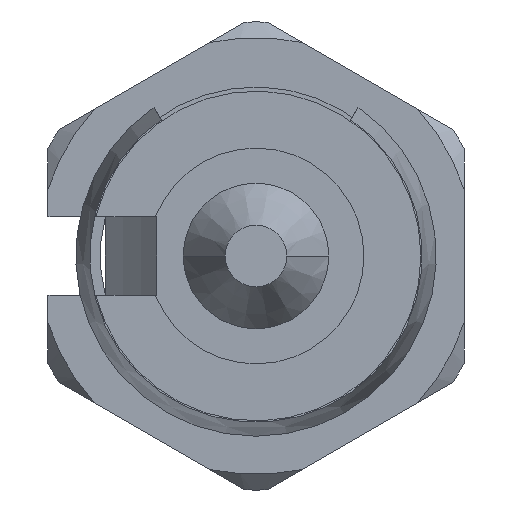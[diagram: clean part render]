
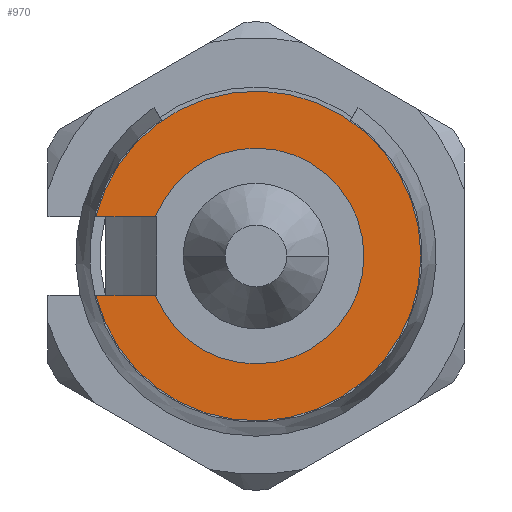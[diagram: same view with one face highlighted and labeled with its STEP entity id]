
A CAD part, left-side view. The second image highlights one B-rep face of the part: STEP entity #970.
In plain terms, the highlighted planar face has unit normal (-1, 0, 0).
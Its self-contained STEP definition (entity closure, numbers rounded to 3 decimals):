
#121=CARTESIAN_POINT('',(-15.,0.,0.));
#122=DIRECTION('',(1.,0.,0.));
#123=DIRECTION('',(0.,0.932,0.361));
#124=AXIS2_PLACEMENT_3D('',#121,#122,#123);
#131=DIRECTION('',(0.,-1.,0.));
#132=VECTOR('',#131,1.145);
#133=CARTESIAN_POINT('',(-15.,3.08,0.75));
#134=LINE('',#133,#132);
#135=DIRECTION('',(0.,-1.,0.));
#136=VECTOR('',#135,1.145);
#137=CARTESIAN_POINT('',(-15.,3.08,-0.75));
#138=LINE('',#137,#136);
#144=CARTESIAN_POINT('',(-15.,0.,0.));
#145=DIRECTION('',(-1.,0.,0.));
#146=DIRECTION('',(0.,0.972,-0.237));
#147=AXIS2_PLACEMENT_3D('',#144,#145,#146);
#702=CARTESIAN_POINT('',(-15.,3.08,0.75));
#703=VERTEX_POINT('',#702);
#704=CARTESIAN_POINT('',(-15.,1.935,0.75));
#705=VERTEX_POINT('',#704);
#706=CARTESIAN_POINT('',(-15.,3.08,-0.75));
#707=CARTESIAN_POINT('',(-15.,1.935,-0.75));
#708=VERTEX_POINT('',#706);
#709=VERTEX_POINT('',#707);
#957=CARTESIAN_POINT('',(-15.,0.,0.));
#958=DIRECTION('',(1.,0.,0.));
#959=DIRECTION('',(0.,-1.,0.));
#960=AXIS2_PLACEMENT_3D('',#957,#958,#959);
#961=PLANE('',#960);
#962=ORIENTED_EDGE('',*,*,#877,.F.);
#964=ORIENTED_EDGE('',*,*,#963,.F.);
#966=ORIENTED_EDGE('',*,*,#965,.T.);
#967=ORIENTED_EDGE('',*,*,#948,.F.);
#968=EDGE_LOOP('',(#962,#964,#966,#967));
#969=FACE_OUTER_BOUND('',#968,.F.);
#970=ADVANCED_FACE('',(#969),#961,.F.);
#125=CIRCLE('',#124,2.075);
#148=CIRCLE('',#147,3.17);
#877=EDGE_CURVE('',#703,#705,#134,.T.);
#948=EDGE_CURVE('',#705,#709,#125,.T.);
#963=EDGE_CURVE('',#708,#703,#148,.T.);
#965=EDGE_CURVE('',#708,#709,#138,.T.);
